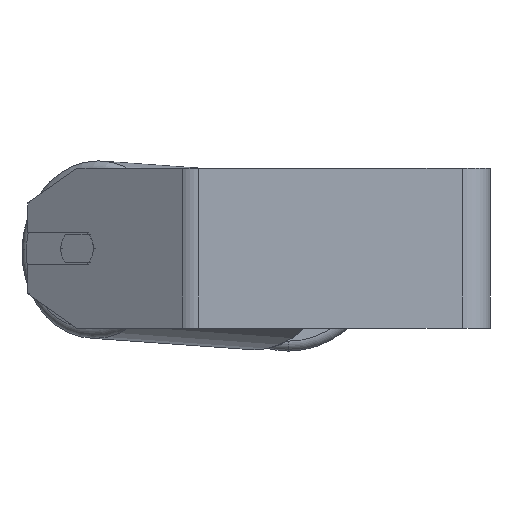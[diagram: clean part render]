
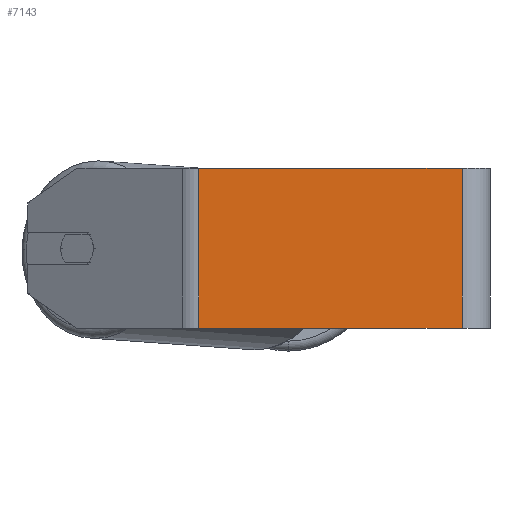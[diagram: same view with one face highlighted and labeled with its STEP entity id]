
A CAD part, left-side view. The second image highlights one B-rep face of the part: STEP entity #7143.
In plain terms, the highlighted planar face has unit normal (-1, 0, 0).
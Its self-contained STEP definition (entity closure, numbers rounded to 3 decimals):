
#467 = PLANE ( 'NONE',  #1239 ) ;
#525 = CARTESIAN_POINT ( 'NONE',  ( -285., 145.859, -40. ) ) ;
#595 = VERTEX_POINT ( 'NONE', #5865 ) ;
#699 = VECTOR ( 'NONE', #2217, 1000. ) ;
#775 = ORIENTED_EDGE ( 'NONE', *, *, #6668, .T. ) ;
#901 = CARTESIAN_POINT ( 'NONE',  ( -285., 150.273, 40. ) ) ;
#956 = CARTESIAN_POINT ( 'NONE',  ( -285., 14., 40. ) ) ;
#1239 = AXIS2_PLACEMENT_3D ( 'NONE', #6929, #7609, #6163 ) ;
#1375 = VECTOR ( 'NONE', #7274, 1000. ) ;
#1454 = LINE ( 'NONE', #3464, #6810 ) ;
#1528 = CARTESIAN_POINT ( 'NONE',  ( -285., 14., 40. ) ) ;
#1884 = VERTEX_POINT ( 'NONE', #7864 ) ;
#2044 = VECTOR ( 'NONE', #2822, 1000. ) ;
#2085 = ORIENTED_EDGE ( 'NONE', *, *, #4407, .F. ) ;
#2093 = LINE ( 'NONE', #4686, #1375 ) ;
#2217 = DIRECTION ( 'NONE',  ( 0., -1., 0. ) ) ;
#2336 = FACE_OUTER_BOUND ( 'NONE', #6284, .T. ) ;
#2822 = DIRECTION ( 'NONE',  ( 0., 0., -1. ) ) ;
#3459 = LINE ( 'NONE', #901, #699 ) ;
#3464 = CARTESIAN_POINT ( 'NONE',  ( -285., 150.273, -40. ) ) ;
#3650 = ORIENTED_EDGE ( 'NONE', *, *, #4016, .F. ) ;
#4016 = EDGE_CURVE ( 'NONE', #7021, #1884, #6777, .T. ) ;
#4407 = EDGE_CURVE ( 'NONE', #595, #7021, #3459, .T. ) ;
#4544 = ORIENTED_EDGE ( 'NONE', *, *, #7130, .T. ) ;
#4686 = CARTESIAN_POINT ( 'NONE',  ( -285., 145.859, 40. ) ) ;
#5865 = CARTESIAN_POINT ( 'NONE',  ( -285., 145.859, 40. ) ) ;
#6163 = DIRECTION ( 'NONE',  ( 0., 0., -1. ) ) ;
#6284 = EDGE_LOOP ( 'NONE', ( #775, #3650, #2085, #4544 ) ) ;
#6416 = VERTEX_POINT ( 'NONE', #525 ) ;
#6668 = EDGE_CURVE ( 'NONE', #6416, #1884, #1454, .T. ) ;
#6777 = LINE ( 'NONE', #956, #2044 ) ;
#6810 = VECTOR ( 'NONE', #8009, 1000. ) ;
#6929 = CARTESIAN_POINT ( 'NONE',  ( -285., 150.273, 40. ) ) ;
#7021 = VERTEX_POINT ( 'NONE', #1528 ) ;
#7130 = EDGE_CURVE ( 'NONE', #595, #6416, #2093, .T. ) ;
#7143 = ADVANCED_FACE ( 'NONE', ( #2336 ), #467, .F. ) ;
#7274 = DIRECTION ( 'NONE',  ( 0., 0., -1. ) ) ;
#7609 = DIRECTION ( 'NONE',  ( 1., 0., 0. ) ) ;
#7864 = CARTESIAN_POINT ( 'NONE',  ( -285., 14., -40. ) ) ;
#8009 = DIRECTION ( 'NONE',  ( 0., -1., 0. ) ) ;
